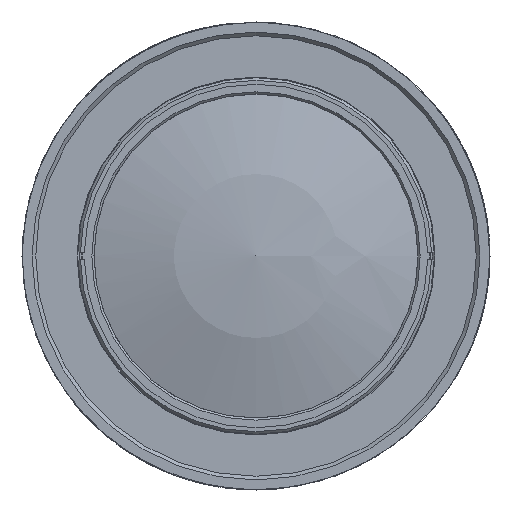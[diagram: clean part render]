
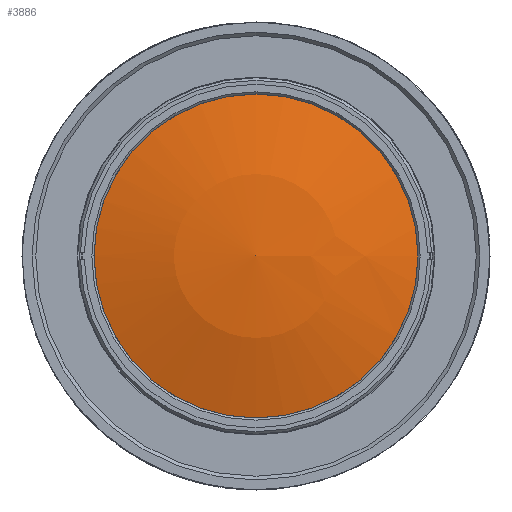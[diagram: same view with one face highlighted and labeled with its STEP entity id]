
A CAD part, left-side view. The second image highlights one B-rep face of the part: STEP entity #3886.
In plain terms, the highlighted spherical face has radius 74.01 mm.
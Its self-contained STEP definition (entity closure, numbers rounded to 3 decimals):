
#121=SPHERICAL_SURFACE('',#14307,74.01);
#3308=FACE_OUTER_BOUND('',#5122,.T.);
#3886=ADVANCED_FACE('',(#3308),#121,.T.);
#5122=EDGE_LOOP('',(#7766));
#7766=ORIENTED_EDGE('',*,*,#12374,.T.);
#10359=VERTEX_POINT('',#21345);
#12374=EDGE_CURVE('',#10359,#10359,#13555,.T.);
#13555=CIRCLE('',#14306,22.49);
#14306=AXIS2_PLACEMENT_3D('',#21344,#16447,#16448);
#14307=AXIS2_PLACEMENT_3D('',#21346,#16449,#16450);
#16447=DIRECTION('',(-1.,0.,0.));
#16448=DIRECTION('',(0.,0.,1.));
#16449=DIRECTION('',(-1.,0.,0.));
#16450=DIRECTION('',(0.,-1.,0.));
#21344=CARTESIAN_POINT('',(-130.567,0.,0.));
#21345=CARTESIAN_POINT('',(-130.567,0.,22.49));
#21346=CARTESIAN_POINT('',(-60.057,0.,0.));
